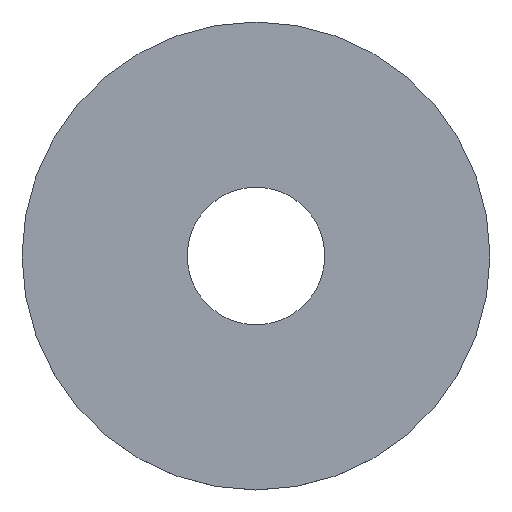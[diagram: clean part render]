
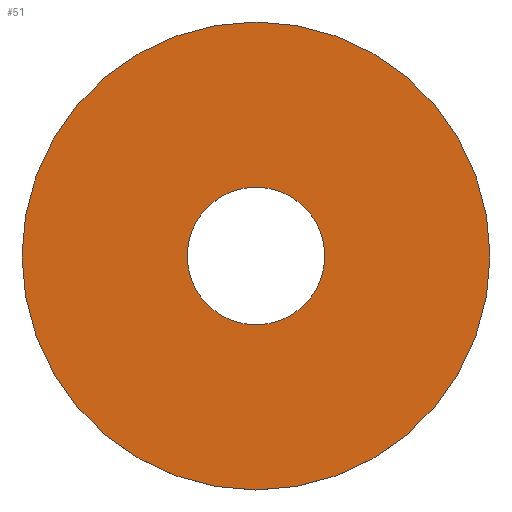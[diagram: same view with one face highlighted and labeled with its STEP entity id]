
A CAD part, top view. The second image highlights one B-rep face of the part: STEP entity #51.
In plain terms, the highlighted planar face has unit normal (0, 0, 1).
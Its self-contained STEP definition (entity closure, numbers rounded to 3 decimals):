
#51=ADVANCED_FACE('',(#121,#122),#123,.T.);
#59=EDGE_CURVE('',#91,#79,#131,.T.);
#67=EDGE_CURVE('',#79,#91,#139,.T.);
#79=VERTEX_POINT('',#155);
#83=VERTEX_POINT('',#159);
#89=EDGE_CURVE('',#97,#83,#166,.T.);
#91=VERTEX_POINT('',#168);
#97=VERTEX_POINT('',#175);
#103=EDGE_CURVE('',#83,#97,#181,.T.);
#121=FACE_BOUND('',#189,.T.);
#122=FACE_OUTER_BOUND('',#190,.T.);
#123=PLANE('',#191);
#131=CIRCLE('',#203,29.75);
#139=CIRCLE('',#213,29.75);
#155=CARTESIAN_POINT('',(-29.75,0.0,3.0));
#159=CARTESIAN_POINT('',(8.75,0.,3.0));
#166=CIRCLE('',#245,8.75);
#168=CARTESIAN_POINT('',(29.75,0.,3.0));
#175=CARTESIAN_POINT('',(-8.75,0.0,3.0));
#181=CIRCLE('',#264,8.75);
#189=EDGE_LOOP('',(#267,#268));
#190=EDGE_LOOP('',(#269,#270));
#191=AXIS2_PLACEMENT_3D('',#271,#272,#273);
#203=AXIS2_PLACEMENT_3D('',#278,#279,#280);
#213=AXIS2_PLACEMENT_3D('',#283,#284,#285);
#245=AXIS2_PLACEMENT_3D('',#325,#326,#327);
#264=AXIS2_PLACEMENT_3D('',#340,#341,#342);
#267=ORIENTED_EDGE('',*,*,#89,.T.);
#268=ORIENTED_EDGE('',*,*,#103,.T.);
#269=ORIENTED_EDGE('',*,*,#67,.F.);
#270=ORIENTED_EDGE('',*,*,#59,.F.);
#271=CARTESIAN_POINT('',(0.0,0.0,3.0));
#272=DIRECTION('',(0.0,0.0,1.0));
#273=DIRECTION('',(1.0,0.0,0.0));
#278=CARTESIAN_POINT('',(0.0,0.0,3.0));
#279=DIRECTION('',(0.0,0.0,-1.0));
#280=DIRECTION('',(-1.0,0.0,0.0));
#283=CARTESIAN_POINT('',(0.0,0.0,3.0));
#284=DIRECTION('',(0.0,0.0,-1.0));
#285=DIRECTION('',(-1.0,0.0,0.0));
#325=CARTESIAN_POINT('',(0.0,0.0,3.0));
#326=DIRECTION('',(0.0,0.0,-1.0));
#327=DIRECTION('',(1.0,0.0,0.0));
#340=CARTESIAN_POINT('',(0.0,0.0,3.0));
#341=DIRECTION('',(0.0,0.0,-1.0));
#342=DIRECTION('',(1.0,0.0,0.0));
